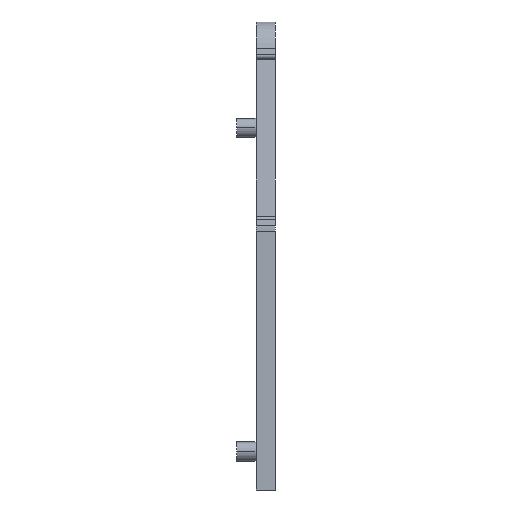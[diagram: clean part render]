
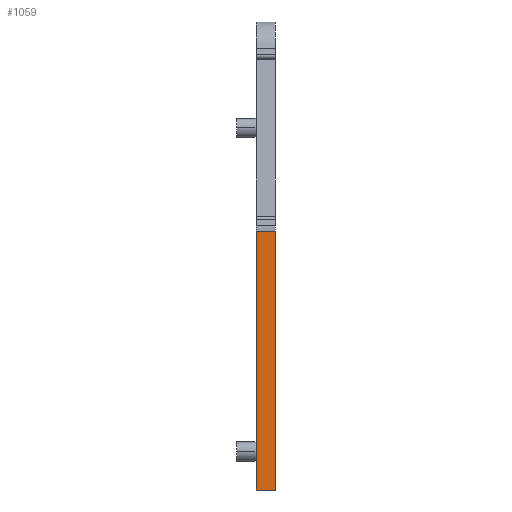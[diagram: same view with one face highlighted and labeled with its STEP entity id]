
A CAD part, front view. The second image highlights one B-rep face of the part: STEP entity #1059.
In plain terms, the highlighted planar face has unit normal (0, -1, 0).
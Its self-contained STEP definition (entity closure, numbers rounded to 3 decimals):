
#1051=AXIS2_PLACEMENT_3D('Plane Axis2P3D',#1048,#1049,#1050) ;
#307=CARTESIAN_POINT('Line Origine',(1.5,0.,10.092)) ;
#311=CARTESIAN_POINT('Vertex',(1.5,0.,0.)) ;
#313=CARTESIAN_POINT('Vertex',(1.5,0.,20.185)) ;
#513=CARTESIAN_POINT('Vertex',(3.,0.,0.)) ;
#653=CARTESIAN_POINT('Vertex',(3.,0.,20.185)) ;
#656=CARTESIAN_POINT('Line Origine',(3.,0.,10.092)) ;
#691=CARTESIAN_POINT('Line Origine',(2.25,0.,0.)) ;
#1036=CARTESIAN_POINT('Line Origine',(2.25,0.,20.185)) ;
#1048=CARTESIAN_POINT('Axis2P3D Location',(1.5,0.,0.)) ;
#308=DIRECTION('Vector Direction',(0.,0.,1.)) ;
#657=DIRECTION('Vector Direction',(0.,0.,1.)) ;
#692=DIRECTION('Vector Direction',(1.,0.,0.)) ;
#1037=DIRECTION('Vector Direction',(-1.,0.,0.)) ;
#1049=DIRECTION('Axis2P3D Direction',(-0.,1.,0.)) ;
#1050=DIRECTION('Axis2P3D XDirection',(0.,0.,1.)) ;
#309=VECTOR('Line Direction',#308,1.) ;
#658=VECTOR('Line Direction',#657,1.) ;
#693=VECTOR('Line Direction',#692,1.) ;
#1038=VECTOR('Line Direction',#1037,1.) ;
#1054=ORIENTED_EDGE('',*,*,#660,.T.) ;
#1055=ORIENTED_EDGE('',*,*,#1040,.F.) ;
#1056=ORIENTED_EDGE('',*,*,#315,.F.) ;
#1057=ORIENTED_EDGE('',*,*,#695,.T.) ;
#1059=ADVANCED_FACE('V1',(#1058),#1052,.F.) ;
#315=EDGE_CURVE('',#312,#314,#310,.T.) ;
#660=EDGE_CURVE('',#514,#654,#659,.T.) ;
#695=EDGE_CURVE('',#312,#514,#694,.T.) ;
#1040=EDGE_CURVE('',#314,#654,#1039,.F.) ;
#1053=EDGE_LOOP('',(#1054,#1055,#1056,#1057)) ;
#1058=FACE_OUTER_BOUND('',#1053,.T.) ;
#310=LINE('Line',#307,#309) ;
#659=LINE('Line',#656,#658) ;
#694=LINE('Line',#691,#693) ;
#1039=LINE('Line',#1036,#1038) ;
#1052=PLANE('',#1051) ;
#312=VERTEX_POINT('',#311) ;
#314=VERTEX_POINT('',#313) ;
#514=VERTEX_POINT('',#513) ;
#654=VERTEX_POINT('',#653) ;
